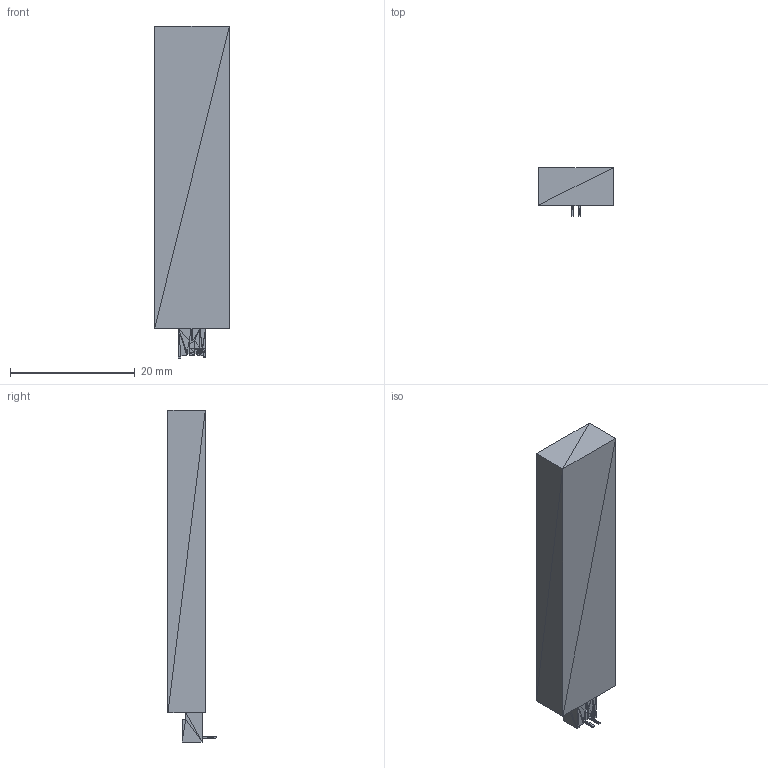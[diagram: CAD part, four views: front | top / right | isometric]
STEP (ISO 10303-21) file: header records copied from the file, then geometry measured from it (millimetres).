
FILE_DESCRIPTION(('FreeCAD Model'),'2;1');
FILE_NAME('Open CASCADE Shape Model','2023-12-06T10:02:04',(''),(''), 'Open CASCADE STEP processor 7.6','FreeCAD','Unknown');
FILE_SCHEMA(('AUTOMOTIVE_DESIGN { 1 0 10303 214 1 1 1 1 }'));
Length unit declared in the file: millimetre
Products named in the file (1): BatteryGens001
Bounding box: 12 x 7.72 x 53.28 mm (x, y, z)
Surface area: 2043.6 mm2 (no closed solid volume)
Topology: 0 solids, 2 shells, 702 faces, 1053 edges, 355 vertices
Faces by surface type: plane 702
Entity records: 13738 total; most frequent: DIRECTION 2459, CARTESIAN_POINT 2111, ORIENTED_EDGE 2106, EDGE_CURVE 1053, LINE 1053, VECTOR 1053, AXIS2_PLACEMENT_3D 703, ADVANCED_FACE 702
